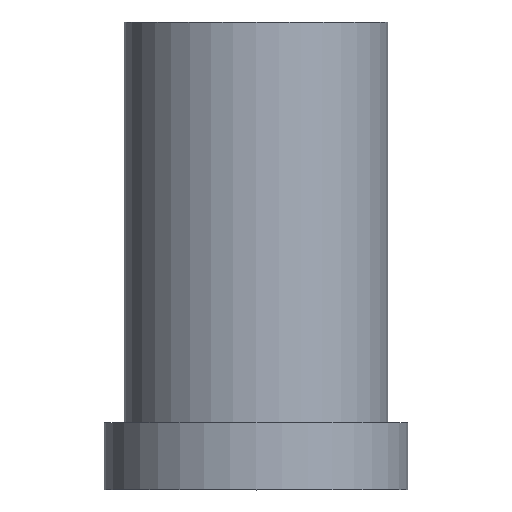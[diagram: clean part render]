
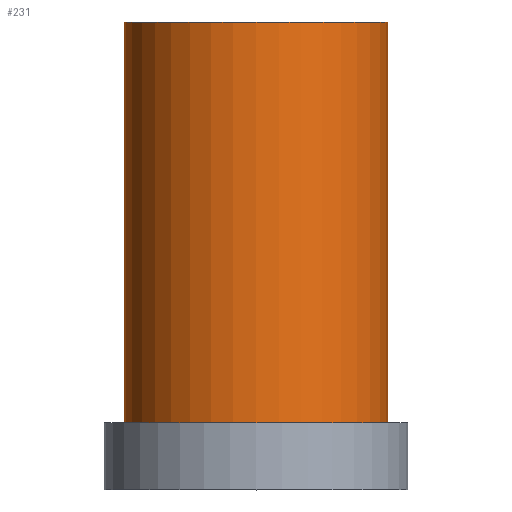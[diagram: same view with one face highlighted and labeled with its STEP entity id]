
A CAD part, top view. The second image highlights one B-rep face of the part: STEP entity #231.
In plain terms, the highlighted cylindrical face has radius 3.95 mm (diameter 7.9 mm), a full revolution.
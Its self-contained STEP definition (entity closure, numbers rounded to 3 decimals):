
#22=CYLINDRICAL_SURFACE('',#269,3.95);
#33=FACE_OUTER_BOUND('',#49,.T.);
#49=EDGE_LOOP('',(#187,#188,#189,#190));
#69=LINE('',#405,#82);
#82=VECTOR('',#331,3.95);
#93=CIRCLE('',#268,3.95);
#94=CIRCLE('',#270,3.95);
#114=VERTEX_POINT('',#400);
#115=VERTEX_POINT('',#403);
#140=EDGE_CURVE('',#114,#114,#93,.T.);
#141=EDGE_CURVE('',#115,#115,#94,.T.);
#142=EDGE_CURVE('',#115,#114,#69,.T.);
#187=ORIENTED_EDGE('',*,*,#141,.F.);
#188=ORIENTED_EDGE('',*,*,#142,.T.);
#189=ORIENTED_EDGE('',*,*,#140,.T.);
#190=ORIENTED_EDGE('',*,*,#142,.F.);
#231=ADVANCED_FACE('',(#33),#22,.T.);
#268=AXIS2_PLACEMENT_3D('',#401,#325,#326);
#269=AXIS2_PLACEMENT_3D('',#402,#327,#328);
#270=AXIS2_PLACEMENT_3D('',#404,#329,#330);
#325=DIRECTION('center_axis',(0.,1.,0.));
#326=DIRECTION('ref_axis',(1.,0.,0.));
#327=DIRECTION('center_axis',(0.,1.,0.));
#328=DIRECTION('ref_axis',(1.,0.,0.));
#329=DIRECTION('center_axis',(0.,1.,0.));
#330=DIRECTION('ref_axis',(1.,0.,0.));
#331=DIRECTION('',(0.,-1.,0.));
#400=CARTESIAN_POINT('',(-3.95,1.55,0.));
#401=CARTESIAN_POINT('Origin',(0.,1.55,0.));
#402=CARTESIAN_POINT('Origin',(0.,0.,0.));
#403=CARTESIAN_POINT('',(-3.95,14.,0.));
#404=CARTESIAN_POINT('Origin',(0.,14.,0.));
#405=CARTESIAN_POINT('',(-3.95,0.,0.));
